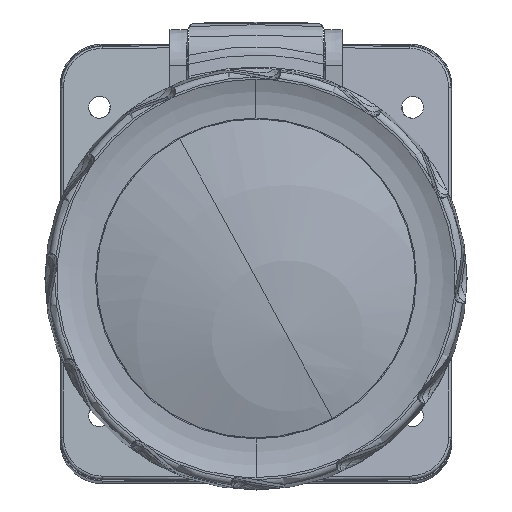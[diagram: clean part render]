
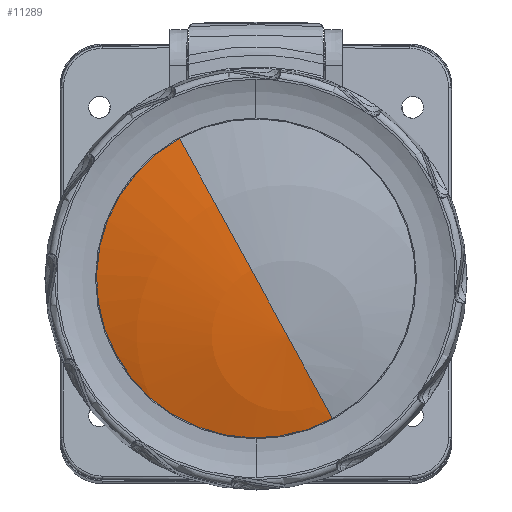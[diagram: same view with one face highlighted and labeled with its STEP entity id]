
A CAD part, front view. The second image highlights one B-rep face of the part: STEP entity #11289.
In plain terms, the highlighted spherical face has radius 108.313 mm.
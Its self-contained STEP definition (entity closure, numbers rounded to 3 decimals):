
#2923=CARTESIAN_POINT('',(0.,-10.098,
0.149));
#2924=DIRECTION('',(0.,-1.,0.005));
#2925=DIRECTION('',(-0.479,0.005,0.878));
#2926=AXIS2_PLACEMENT_3D('',#2923,#2924,#2925);
#2928=CARTESIAN_POINT('',(0.,93.81,
-0.404));
#2929=DIRECTION('',(-0.878,-0.003,-0.479));
#2930=DIRECTION('',(0.056,-0.994,-0.097));
#2931=AXIS2_PLACEMENT_3D('',#2928,#2929,#2930);
#2933=CARTESIAN_POINT('',(0.,93.81,
-0.404));
#2934=DIRECTION('',(-0.878,-0.003,-0.479));
#2935=DIRECTION('',(0.135,-0.961,-0.243));
#2936=AXIS2_PLACEMENT_3D('',#2933,#2934,#2935);
#7690=CARTESIAN_POINT('',(-14.655,-9.955,
26.974));
#7691=CARTESIAN_POINT('',(14.655,-10.241,
-26.677));
#7692=VERTEX_POINT('',#7690);
#7693=VERTEX_POINT('',#7691);
#7694=CARTESIAN_POINT('',(6.07,-13.818,
-10.942));
#7695=VERTEX_POINT('',#7694);
#11277=CARTESIAN_POINT('',(0.,93.81,
-0.404));
#11278=DIRECTION('',(0.056,-0.994,-0.097));
#11279=DIRECTION('',(0.476,0.112,-0.872));
#11280=AXIS2_PLACEMENT_3D('',#11277,#11278,#11279);
#11281=SPHERICAL_SURFACE('',#11280,108.313);
#11283=ORIENTED_EDGE('',*,*,#11282,.F.);
#11284=ORIENTED_EDGE('',*,*,#11271,.F.);
#11286=ORIENTED_EDGE('',*,*,#11285,.F.);
#11287=EDGE_LOOP('',(#11283,#11284,#11286));
#11288=FACE_OUTER_BOUND('',#11287,.F.);
#11289=ADVANCED_FACE('',(#11288),#11281,.T.);
#2927=CIRCLE('',#2926,30.568);
#2932=CIRCLE('',#2931,108.313);
#2937=CIRCLE('',#2936,108.313);
#11271=EDGE_CURVE('',#7692,#7693,#2927,.T.);
#11282=EDGE_CURVE('',#7693,#7695,#2937,.T.);
#11285=EDGE_CURVE('',#7695,#7692,#2932,.T.);
